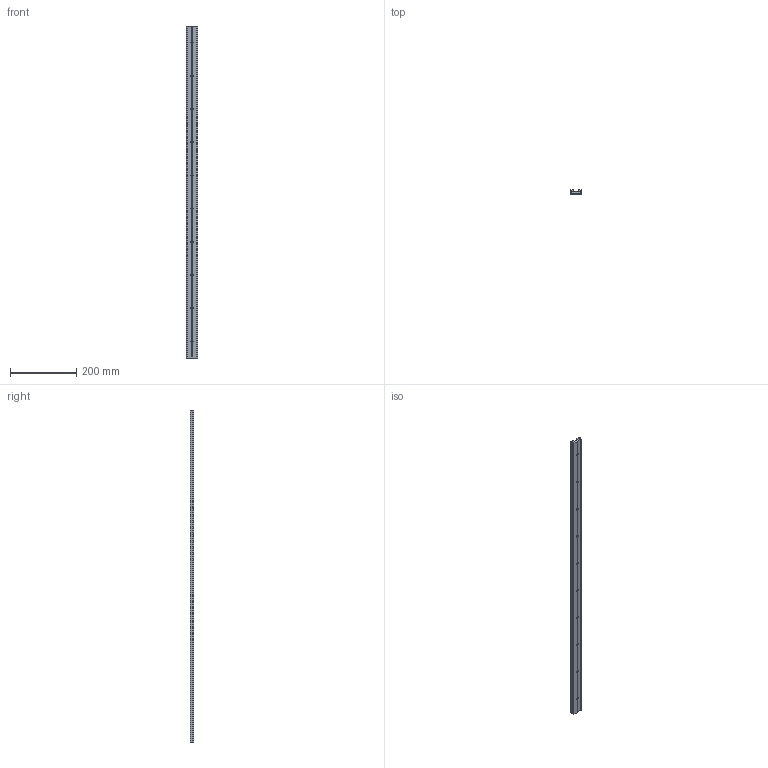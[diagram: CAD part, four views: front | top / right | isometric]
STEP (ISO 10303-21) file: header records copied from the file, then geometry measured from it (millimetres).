
FILE_DESCRIPTION(/* description */ ('PROFILO GUIDA LINEARE GD6'),/* implementation_level */ '2;1');
FILE_NAME(/* name */ '80PGL0001-A.stp',/* time_stamp */ '2022-07-20T12:25:50+02:00',/* author */ ('tecnico7'),/* organization */ (''),/* preprocessor_version */ 'ST-DEVELOPER v18.1',/* originating_system */ 'Autodesk Inventor 2022',/* authorisation */ '');
FILE_SCHEMA (('AUTOMOTIVE_DESIGN { 1 0 10303 214 3 1 1 }'));
Length unit declared in the file: millimetre
Products named in the file (3): 80PGL0001-A; 958510003988; 958510003989
Assembly tree (3 placements, depth 2):
  80PGL0001-A
    958510003988
    958510003989  x2
Bounding box: 36 x 12 x 1000 mm (x, y, z)
Volume: 312317.7 mm3; surface area: 148027.8 mm2
Topology: 3 solids, 3 shells, 134 faces, 394 edges, 246 vertices
Faces by surface type: plane 102, cylinder 22, cone 10
Full cylindrical faces by diameter (mm): 6 x2, 6.5 x10
Entity records: 4541 total; most frequent: CARTESIAN_POINT 852, DIRECTION 797, ORIENTED_EDGE 782, EDGE_CURVE 391, AXIS2_PLACEMENT_3D 309, VERTEX_POINT 244, LINE 179, VECTOR 179
